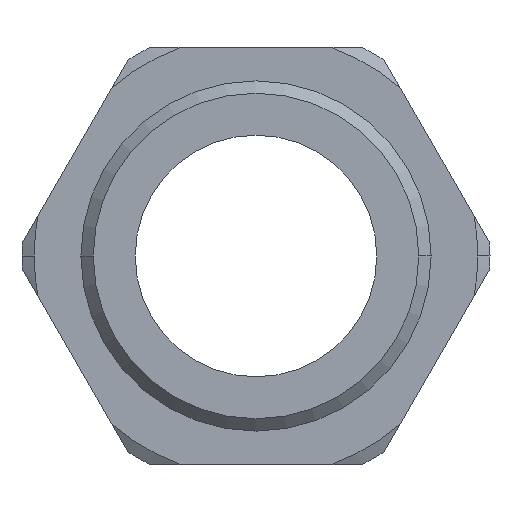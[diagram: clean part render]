
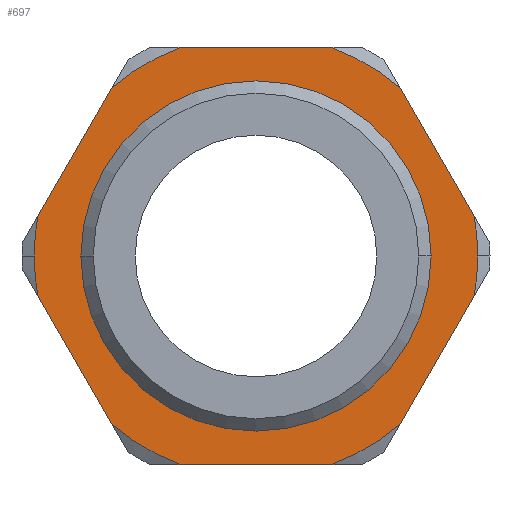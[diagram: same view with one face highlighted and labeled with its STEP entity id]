
A CAD part, left-side view. The second image highlights one B-rep face of the part: STEP entity #697.
In plain terms, the highlighted planar face has unit normal (-1, 0, 0).
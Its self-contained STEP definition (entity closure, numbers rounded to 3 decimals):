
#279 = EDGE_CURVE( '', #289, #719, #791, .T. );
#281 = VERTEX_POINT( '', #793 );
#289 = VERTEX_POINT( '', #802 );
#311 = EDGE_CURVE( '', #667, #507, #826, .T. );
#333 = VERTEX_POINT( '', #850 );
#335 = VERTEX_POINT( '', #852 );
#369 = VERTEX_POINT( '', #888 );
#379 = EDGE_CURVE( '', #719, #333, #898, .T. );
#397 = VERTEX_POINT( '', #918 );
#401 = EDGE_CURVE( '', #335, #635, #922, .T. );
#435 = VERTEX_POINT( '', #960 );
#441 = EDGE_CURVE( '', #333, #281, #966, .T. );
#449 = VERTEX_POINT( '', #974 );
#457 = VERTEX_POINT( '', #982 );
#463 = EDGE_CURVE( '', #507, #745, #988, .T. );
#469 = EDGE_CURVE( '', #281, #397, #997, .T. );
#479 = VERTEX_POINT( '', #1007 );
#497 = EDGE_CURVE( '', #449, #479, #1027, .T. );
#507 = VERTEX_POINT( '', #1038 );
#515 = EDGE_CURVE( '', #621, #289, #1046, .T. );
#525 = EDGE_CURVE( '', #745, #457, #1057, .T. );
#541 = EDGE_CURVE( '', #457, #435, #1073, .T. );
#547 = EDGE_CURVE( '', #369, #667, #1080, .T. );
#573 = EDGE_CURVE( '', #635, #335, #1108, .T. );
#605 = EDGE_CURVE( '', #479, #369, #1144, .T. );
#621 = VERTEX_POINT( '', #1165 );
#635 = VERTEX_POINT( '', #1181 );
#663 = EDGE_CURVE( '', #397, #449, #1212, .T. );
#667 = VERTEX_POINT( '', #1216 );
#697 = ADVANCED_FACE( '', ( #1248, #1249 ), #1250, .T. );
#719 = VERTEX_POINT( '', #1277 );
#725 = EDGE_CURVE( '', #435, #621, #1283, .T. );
#745 = VERTEX_POINT( '', #1305 );
#791 = CIRCLE( '', #1349, 26.52 );
#793 = CARTESIAN_POINT( '', ( 21., -17.226, -20.164 ) );
#802 = CARTESIAN_POINT( '', ( 21., 17.226, -20.164 ) );
#826 = LINE( '', #1409, #1410 );
#850 = CARTESIAN_POINT( '', ( 21., -8.849, -25. ) );
#852 = CARTESIAN_POINT( '', ( 21., -20.955, 0. ) );
#888 = CARTESIAN_POINT( '', ( 21., -17.226, 20.164 ) );
#898 = LINE( '', #1531, #1532 );
#918 = CARTESIAN_POINT( '', ( 21., -26.075, -4.836 ) );
#922 = CIRCLE( '', #1575, 20.955 );
#960 = CARTESIAN_POINT( '', ( 21., 26.52, 0. ) );
#966 = CIRCLE( '', #1637, 26.52 );
#974 = CARTESIAN_POINT( '', ( 21., -26.52, 0. ) );
#982 = CARTESIAN_POINT( '', ( 21., 26.075, 4.836 ) );
#988 = CIRCLE( '', #1678, 26.52 );
#997 = LINE( '', #1688, #1689 );
#1007 = CARTESIAN_POINT( '', ( 21., -26.075, 4.836 ) );
#1027 = CIRCLE( '', #1739, 26.52 );
#1038 = CARTESIAN_POINT( '', ( 21., 8.849, 25. ) );
#1046 = LINE( '', #1772, #1773 );
#1057 = LINE( '', #1807, #1808 );
#1073 = CIRCLE( '', #1847, 26.52 );
#1080 = CIRCLE( '', #1855, 26.52 );
#1108 = CIRCLE( '', #1923, 20.955 );
#1144 = LINE( '', #1997, #1998 );
#1165 = CARTESIAN_POINT( '', ( 21., 26.075, -4.836 ) );
#1181 = CARTESIAN_POINT( '', ( 21., 20.955, 0. ) );
#1212 = CIRCLE( '', #2099, 26.52 );
#1216 = CARTESIAN_POINT( '', ( 21., -8.849, 25. ) );
#1248 = FACE_OUTER_BOUND( '', #2155, .T. );
#1249 = FACE_BOUND( '', #2156, .T. );
#1250 = PLANE( '', #2157 );
#1277 = CARTESIAN_POINT( '', ( 21., 8.849, -25. ) );
#1283 = CIRCLE( '', #2194, 26.52 );
#1305 = CARTESIAN_POINT( '', ( 21., 17.226, 20.164 ) );
#1349 = AXIS2_PLACEMENT_3D( '', #2284, #2285, #2286 );
#1409 = CARTESIAN_POINT( '', ( 21., 19.086, 25. ) );
#1410 = VECTOR( '', #2327, 1. );
#1531 = CARTESIAN_POINT( '', ( 21., 4.652, -25. ) );
#1532 = VECTOR( '', #2389, 1. );
#1575 = AXIS2_PLACEMENT_3D( '', #2419, #2420, #2421 );
#1637 = AXIS2_PLACEMENT_3D( '', #2469, #2470, #2471 );
#1678 = AXIS2_PLACEMENT_3D( '', #2481, #2482, #2483 );
#1688 = CARTESIAN_POINT( '', ( 21., -22.292, -11.389 ) );
#1689 = VECTOR( '', #2500, 1. );
#1739 = AXIS2_PLACEMENT_3D( '', #2539, #2540, #2541 );
#1772 = CARTESIAN_POINT( '', ( 21., 21.009, -13.611 ) );
#1773 = VECTOR( '', #2553, 1. );
#1807 = CARTESIAN_POINT( '', ( 21., 28.226, 1.111 ) );
#1808 = VECTOR( '', #2563, 1. );
#1847 = AXIS2_PLACEMENT_3D( '', #2565, #2566, #2567 );
#1855 = AXIS2_PLACEMENT_3D( '', #2580, #2581, #2582 );
#1923 = AXIS2_PLACEMENT_3D( '', #2606, #2607, #2608 );
#1997 = CARTESIAN_POINT( '', ( 21., -15.075, 23.889 ) );
#1998 = VECTOR( '', #2649, 1. );
#2099 = AXIS2_PLACEMENT_3D( '', #2742, #2743, #2744 );
#2155 = EDGE_LOOP( '', ( #2782, #2783, #2784, #2785, #2786, #2787, #2788, #2789, #2790, #2791, #2792, #2793, #2794, #2795 ) );
#2156 = EDGE_LOOP( '', ( #2796, #2797 ) );
#2157 = AXIS2_PLACEMENT_3D( '', #2798, #2799, #2800 );
#2194 = AXIS2_PLACEMENT_3D( '', #2837, #2838, #2839 );
#2284 = CARTESIAN_POINT( '', ( 21., 0., 0. ) );
#2285 = DIRECTION( '', ( -1., 0., 0. ) );
#2286 = DIRECTION( '', ( 0., 1., 0. ) );
#2327 = DIRECTION( '', ( 0., 1., 0. ) );
#2389 = DIRECTION( '', ( 0., -1., 0. ) );
#2419 = CARTESIAN_POINT( '', ( 21., 0., 0. ) );
#2420 = DIRECTION( '', ( -1., 0., 0. ) );
#2421 = DIRECTION( '', ( 0., 1., 0. ) );
#2469 = CARTESIAN_POINT( '', ( 21., 0., 0. ) );
#2470 = DIRECTION( '', ( -1., 0., 0. ) );
#2471 = DIRECTION( '', ( 0., 1., 0. ) );
#2481 = CARTESIAN_POINT( '', ( 21., 0., 0. ) );
#2482 = DIRECTION( '', ( -1., 0., 0. ) );
#2483 = DIRECTION( '', ( 0., 1., 0. ) );
#2500 = DIRECTION( '', ( 0., -0.5, 0.866 ) );
#2539 = CARTESIAN_POINT( '', ( 21., 0., 0. ) );
#2540 = DIRECTION( '', ( -1., 0., 0. ) );
#2541 = DIRECTION( '', ( 0., 1., 0. ) );
#2553 = DIRECTION( '', ( 0., -0.5, -0.866 ) );
#2563 = DIRECTION( '', ( 0., 0.5, -0.866 ) );
#2565 = CARTESIAN_POINT( '', ( 21., 0., 0. ) );
#2566 = DIRECTION( '', ( -1., 0., 0. ) );
#2567 = DIRECTION( '', ( 0., 1., 0. ) );
#2580 = CARTESIAN_POINT( '', ( 21., 0., 0. ) );
#2581 = DIRECTION( '', ( -1., 0., 0. ) );
#2582 = DIRECTION( '', ( 0., 1., 0. ) );
#2606 = CARTESIAN_POINT( '', ( 21., 0., 0. ) );
#2607 = DIRECTION( '', ( -1., 0., 0. ) );
#2608 = DIRECTION( '', ( 0., 1., 0. ) );
#2649 = DIRECTION( '', ( 0., 0.5, 0.866 ) );
#2742 = CARTESIAN_POINT( '', ( 21., 0., 0. ) );
#2743 = DIRECTION( '', ( -1., 0., 0. ) );
#2744 = DIRECTION( '', ( 0., 1., 0. ) );
#2782 = ORIENTED_EDGE( '', *, *, #311, .T. );
#2783 = ORIENTED_EDGE( '', *, *, #463, .T. );
#2784 = ORIENTED_EDGE( '', *, *, #525, .T. );
#2785 = ORIENTED_EDGE( '', *, *, #541, .T. );
#2786 = ORIENTED_EDGE( '', *, *, #725, .T. );
#2787 = ORIENTED_EDGE( '', *, *, #515, .T. );
#2788 = ORIENTED_EDGE( '', *, *, #279, .T. );
#2789 = ORIENTED_EDGE( '', *, *, #379, .T. );
#2790 = ORIENTED_EDGE( '', *, *, #441, .T. );
#2791 = ORIENTED_EDGE( '', *, *, #469, .T. );
#2792 = ORIENTED_EDGE( '', *, *, #663, .T. );
#2793 = ORIENTED_EDGE( '', *, *, #497, .T. );
#2794 = ORIENTED_EDGE( '', *, *, #605, .T. );
#2795 = ORIENTED_EDGE( '', *, *, #547, .T. );
#2796 = ORIENTED_EDGE( '', *, *, #573, .F. );
#2797 = ORIENTED_EDGE( '', *, *, #401, .F. );
#2798 = CARTESIAN_POINT( '', ( 21., 23.738, 0. ) );
#2799 = DIRECTION( '', ( -1., 0., 0. ) );
#2800 = DIRECTION( '', ( 0., 1., 0. ) );
#2837 = CARTESIAN_POINT( '', ( 21., 0., 0. ) );
#2838 = DIRECTION( '', ( -1., 0., 0. ) );
#2839 = DIRECTION( '', ( 0., 1., 0. ) );
